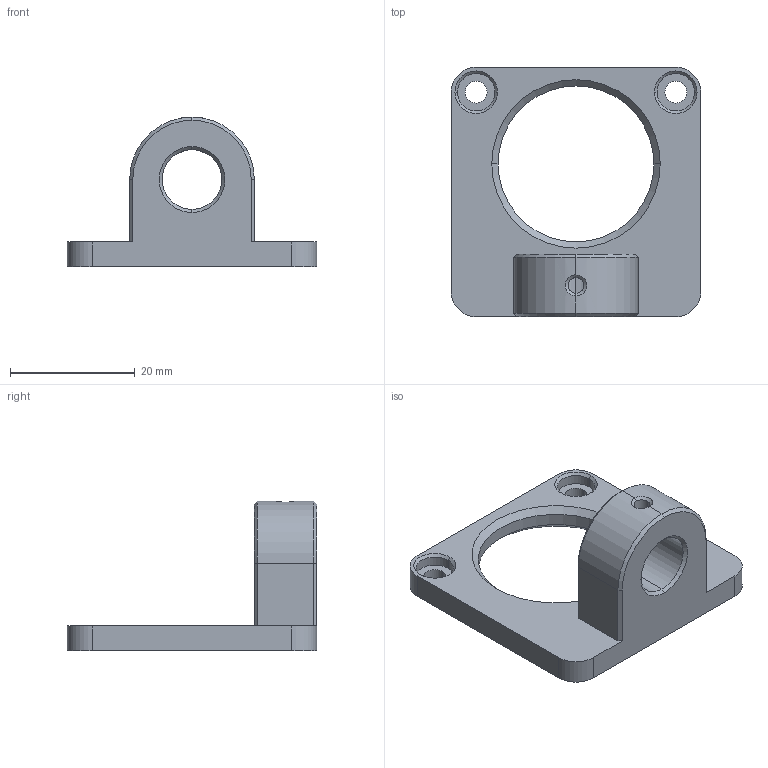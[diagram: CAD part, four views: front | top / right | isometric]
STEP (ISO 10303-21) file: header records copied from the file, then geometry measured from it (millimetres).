
FILE_DESCRIPTION (( 'STEP AP214' ), '1' );
FILE_NAME ('Indicator Mount.STEP', '2019-11-25T23:08:47', ( '' ), ( '' ), 'SwSTEP 2.0', 'SolidWorks 2019', '' );
FILE_SCHEMA (( 'AUTOMOTIVE_DESIGN' ));
Length unit declared in the file: millimetre
Products named in the file (1): Indicator Mount
Bounding box: 40 x 40 x 24 mm (x, y, z)
Volume: 6952.1 mm3; surface area: 4268.2 mm2
Topology: 1 solids, 1 shells, 53 faces, 133 edges, 82 vertices
Faces by surface type: cylinder 20, cone 16, plane 15, bspline 2
Entity records: 2309 total; most frequent: CARTESIAN_POINT 975, DIRECTION 277, ORIENTED_EDGE 266, EDGE_CURVE 133, AXIS2_PLACEMENT_3D 104, VERTEX_POINT 82, VECTOR 69, LINE 69
